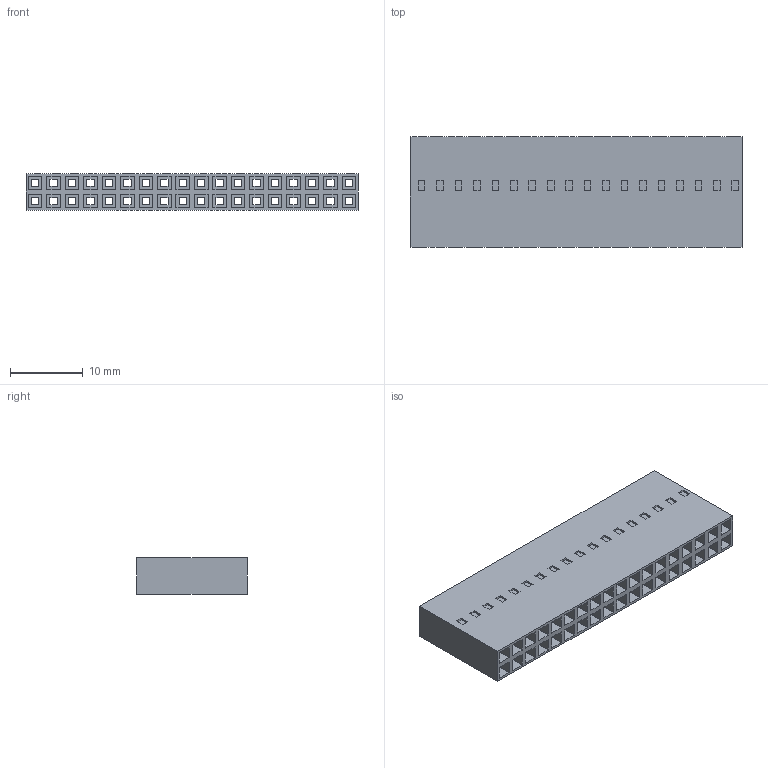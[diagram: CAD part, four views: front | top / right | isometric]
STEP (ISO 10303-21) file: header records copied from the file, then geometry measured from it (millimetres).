
FILE_DESCRIPTION(('STEP AP242'),'1');
FILE_NAME('0022552361.stp','2025-06-13T10:00:54',('TraceParts'),('TraceParts S.A.'),'Spatial InterOp 3D',' ',' ');
FILE_SCHEMA(('AP242_MANAGED_MODEL_BASED_3D_ENGINEERING_MIM_LF {1 0 10303 442 1 1 4}'));
Length unit declared in the file: millimetre
Products named in the file (1): 022552361
Bounding box: 45.69 x 15.24 x 5.05 mm (x, y, z)
Volume: 1710.6 mm3; surface area: 5875.1 mm2
Topology: 1 solids, 1 shells, 564 faces, 1383 edges, 875 vertices
Faces by surface type: plane 564
Entity records: 16218 total; most frequent: CARTESIAN_POINT 2821, ORIENTED_EDGE 2760, DIRECTION 2515, LINE 1383, VECTOR 1383, EDGE_CURVE 1380, VERTEX_POINT 872, EDGE_LOOP 690
